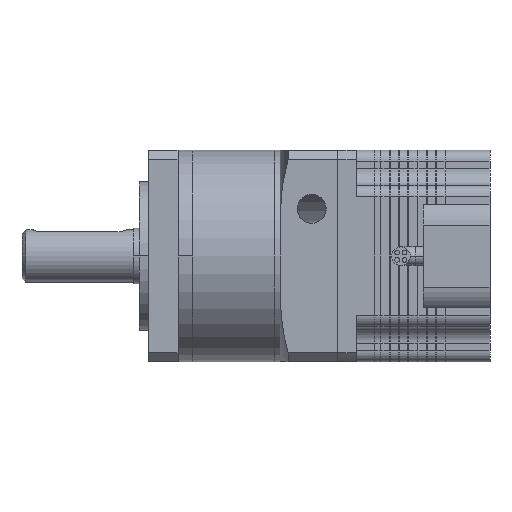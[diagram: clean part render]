
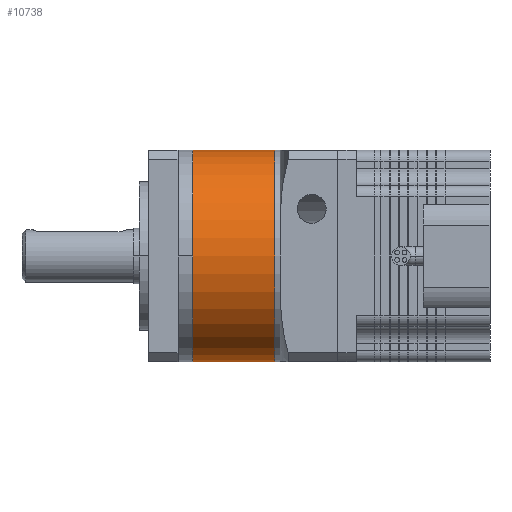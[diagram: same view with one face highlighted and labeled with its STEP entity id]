
A CAD part, left-side view. The second image highlights one B-rep face of the part: STEP entity #10738.
In plain terms, the highlighted cylindrical face has radius 28.5 mm (diameter 57 mm), a partial arc.
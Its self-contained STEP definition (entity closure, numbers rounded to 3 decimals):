
#1186 = CARTESIAN_POINT ( 'NONE',  ( 0., 22., 0. ) ) ;
#1636 = CARTESIAN_POINT ( 'NONE',  ( 0., 0., -28.5 ) ) ;
#1944 = EDGE_LOOP ( 'NONE', ( #7542, #7313, #11071, #7067 ) ) ;
#2312 = VECTOR ( 'NONE', #11290, 1000. ) ;
#2570 = DIRECTION ( 'NONE',  ( 0., 1., 0. ) ) ;
#4972 = VERTEX_POINT ( 'NONE', #21939 ) ;
#5183 = CYLINDRICAL_SURFACE ( 'NONE', #20146, 28.5 ) ;
#5412 = AXIS2_PLACEMENT_3D ( 'NONE', #1186, #9654, #9511 ) ;
#5507 = EDGE_CURVE ( 'NONE', #13076, #22959, #12024, .T. ) ;
#7067 = ORIENTED_EDGE ( 'NONE', *, *, #11377, .T. ) ;
#7313 = ORIENTED_EDGE ( 'NONE', *, *, #12653, .F. ) ;
#7542 = ORIENTED_EDGE ( 'NONE', *, *, #9177, .F. ) ;
#9093 = VERTEX_POINT ( 'NONE', #21178 ) ;
#9177 = EDGE_CURVE ( 'NONE', #4972, #9093, #13249, .T. ) ;
#9511 = DIRECTION ( 'NONE',  ( 0., 0., 1. ) ) ;
#9654 = DIRECTION ( 'NONE',  ( 0., 1., 0. ) ) ;
#9852 = DIRECTION ( 'NONE',  ( 0., -1., 0. ) ) ;
#10738 = ADVANCED_FACE ( 'NONE', ( #17810 ), #5183, .T. ) ;
#11071 = ORIENTED_EDGE ( 'NONE', *, *, #5507, .T. ) ;
#11290 = DIRECTION ( 'NONE',  ( 0., -1., 0. ) ) ;
#11377 = EDGE_CURVE ( 'NONE', #22959, #9093, #22293, .T. ) ;
#11636 = VECTOR ( 'NONE', #11893, 1000. ) ;
#11893 = DIRECTION ( 'NONE',  ( 0., -1., 0. ) ) ;
#12024 = LINE ( 'NONE', #22308, #11636 ) ;
#12653 = EDGE_CURVE ( 'NONE', #13076, #4972, #19622, .T. ) ;
#13076 = VERTEX_POINT ( 'NONE', #13938 ) ;
#13249 = LINE ( 'NONE', #17545, #2312 ) ;
#13938 = CARTESIAN_POINT ( 'NONE',  ( 0., 22., -28.5 ) ) ;
#16247 = CARTESIAN_POINT ( 'NONE',  ( 0., 22., 0. ) ) ;
#17545 = CARTESIAN_POINT ( 'NONE',  ( 0., 22., 28.5 ) ) ;
#17810 = FACE_OUTER_BOUND ( 'NONE', #1944, .T. ) ;
#19117 = DIRECTION ( 'NONE',  ( 0., 0., 1. ) ) ;
#19622 = CIRCLE ( 'NONE', #5412, 28.5 ) ;
#20146 = AXIS2_PLACEMENT_3D ( 'NONE', #16247, #9852, #26272 ) ;
#20964 = AXIS2_PLACEMENT_3D ( 'NONE', #23279, #2570, #19117 ) ;
#21178 = CARTESIAN_POINT ( 'NONE',  ( 0., 0., 28.5 ) ) ;
#21939 = CARTESIAN_POINT ( 'NONE',  ( 0., 22., 28.5 ) ) ;
#22293 = CIRCLE ( 'NONE', #20964, 28.5 ) ;
#22308 = CARTESIAN_POINT ( 'NONE',  ( 0., 22., -28.5 ) ) ;
#22959 = VERTEX_POINT ( 'NONE', #1636 ) ;
#23279 = CARTESIAN_POINT ( 'NONE',  ( 0., 0., 0. ) ) ;
#26272 = DIRECTION ( 'NONE',  ( 0., 0., -1. ) ) ;
